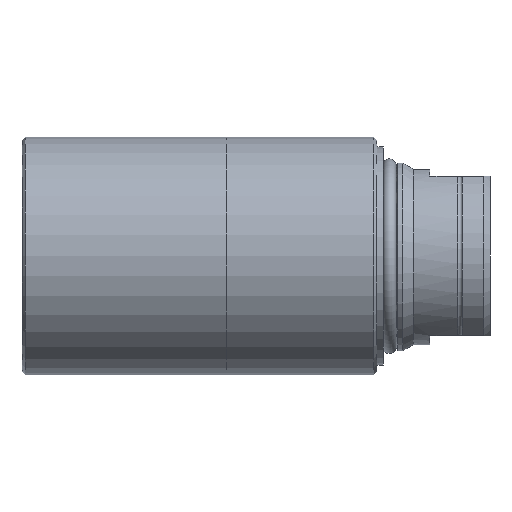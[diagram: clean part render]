
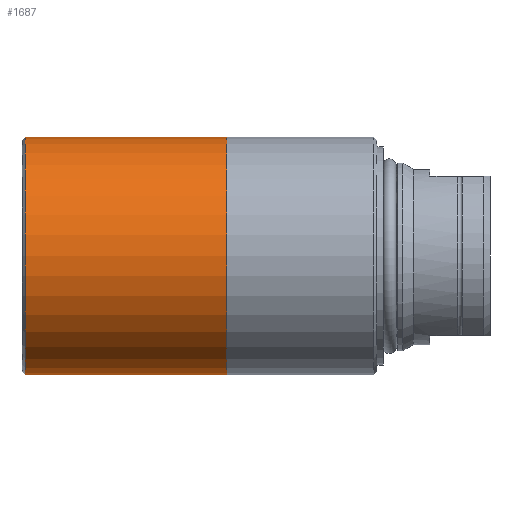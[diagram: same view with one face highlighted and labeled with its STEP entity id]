
A CAD part, front view. The second image highlights one B-rep face of the part: STEP entity #1687.
In plain terms, the highlighted cylindrical face has radius 20.066 mm (diameter 40.132 mm), a full revolution.
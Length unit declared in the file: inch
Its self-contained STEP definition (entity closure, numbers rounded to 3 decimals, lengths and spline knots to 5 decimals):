
#58=FACE_BOUND('',#538,.T.);
#125=CYLINDRICAL_SURFACE('',#1856,0.79);
#414=FACE_OUTER_BOUND('',#537,.T.);
#537=EDGE_LOOP('',(#1432));
#538=EDGE_LOOP('',(#1433));
#639=CIRCLE('',#1855,0.79);
#640=CIRCLE('',#1857,0.79);
#820=VERTEX_POINT('',#2801);
#821=VERTEX_POINT('',#2804);
#1035=EDGE_CURVE('',#820,#820,#639,.T.);
#1036=EDGE_CURVE('',#821,#821,#640,.T.);
#1432=ORIENTED_EDGE('',*,*,#1036,.F.);
#1433=ORIENTED_EDGE('',*,*,#1035,.T.);
#1687=ADVANCED_FACE('',(#414,#58),#125,.T.);
#1855=AXIS2_PLACEMENT_3D('',#2802,#2245,#2246);
#1856=AXIS2_PLACEMENT_3D('',#2803,#2247,#2248);
#1857=AXIS2_PLACEMENT_3D('',#2805,#2249,#2250);
#2245=DIRECTION('center_axis',(1.,0.,0.));
#2246=DIRECTION('ref_axis',(0.,1.,-0.002));
#2247=DIRECTION('center_axis',(1.,0.,0.));
#2248=DIRECTION('ref_axis',(0.,1.,-0.002));
#2249=DIRECTION('center_axis',(1.,0.,0.));
#2250=DIRECTION('ref_axis',(0.,1.,-0.002));
#2801=CARTESIAN_POINT('',(-1.14141,0.79,-0.00192));
#2802=CARTESIAN_POINT('Origin',(-1.14141,0.,
0.));
#2803=CARTESIAN_POINT('Origin',(-0.47141,0.,
0.));
#2804=CARTESIAN_POINT('',(0.19859,0.79,-0.00192));
#2805=CARTESIAN_POINT('Origin',(0.19859,0.,
0.));
